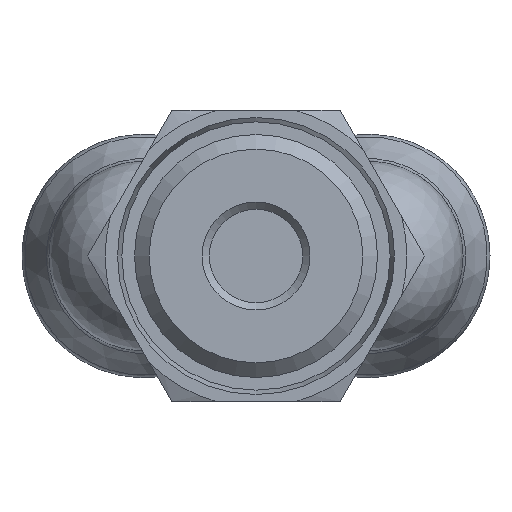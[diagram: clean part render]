
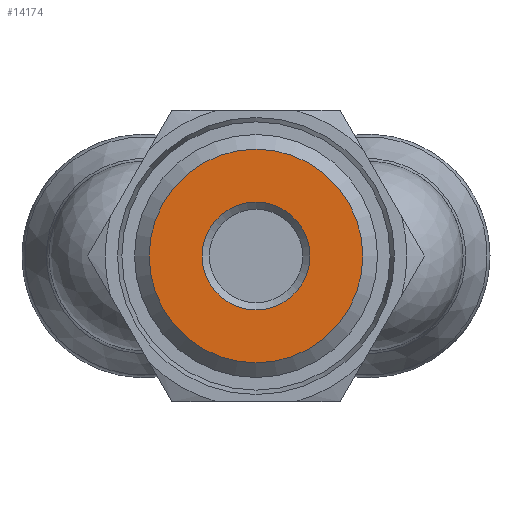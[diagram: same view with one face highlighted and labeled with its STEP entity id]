
A CAD part, front view. The second image highlights one B-rep face of the part: STEP entity #14174.
In plain terms, the highlighted face is planar.
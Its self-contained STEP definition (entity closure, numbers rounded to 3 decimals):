
#14143=CARTESIAN_POINT('',(-28.1,0.,-3.7));
#14144=VERTEX_POINT('',#14143);
#14145=CARTESIAN_POINT('',(-28.1,0.,0.0));
#14146=DIRECTION('',(-1.0,0.0,0.0));
#14147=DIRECTION('',(0.0,0.0,1.0));
#14148=AXIS2_PLACEMENT_3D('',#14145,#14146,#14147);
#14149=CIRCLE('',#14148,3.7);
#14150=EDGE_CURVE('',#14144,#14144,#14149,.T.);
#14155=CARTESIAN_POINT('',(-28.1,4.165,0.0));
#14156=DIRECTION('',(-1.0,0.0,0.0));
#14157=DIRECTION('',(0.0,0.0,1.0));
#14158=AXIS2_PLACEMENT_3D('',#14155,#14156,#14157);
#14159=PLANE('',#14158);
#14160=CARTESIAN_POINT('',(-28.1,7.331,0.));
#14161=VERTEX_POINT('',#14160);
#14162=CARTESIAN_POINT('',(-28.1,0.,0.0));
#14163=DIRECTION('',(1.0,0.0,0.0));
#14164=DIRECTION('',(0.0,-1.0,0.0));
#14165=AXIS2_PLACEMENT_3D('',#14162,#14163,#14164);
#14166=CIRCLE('',#14165,7.331);
#14167=EDGE_CURVE('',#14161,#14161,#14166,.T.);
#14168=ORIENTED_EDGE('',*,*,#14167,.F.);
#14169=EDGE_LOOP('',(#14168));
#14170=FACE_OUTER_BOUND('',#14169,.T.);
#14171=ORIENTED_EDGE('',*,*,#14150,.F.);
#14172=EDGE_LOOP('',(#14171));
#14173=FACE_BOUND('',#14172,.T.);
#14174=ADVANCED_FACE('',(#14170,#14173),#14159,.T.);
